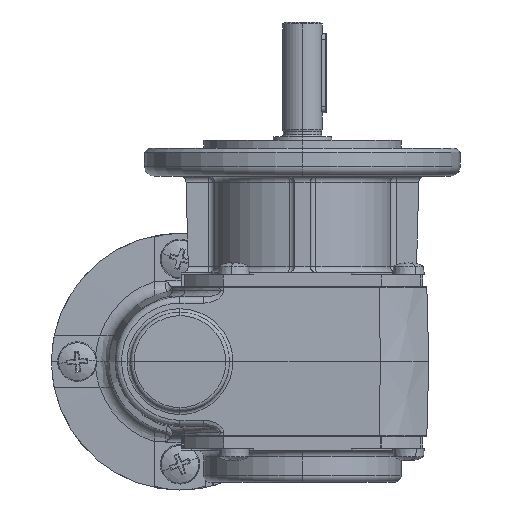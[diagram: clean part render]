
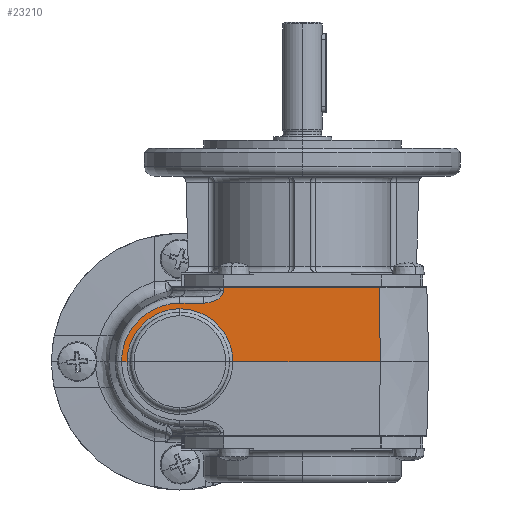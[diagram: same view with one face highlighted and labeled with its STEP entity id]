
A CAD part, left-side view. The second image highlights one B-rep face of the part: STEP entity #23210.
In plain terms, the highlighted planar face has unit normal (-1, 0, 0.026).
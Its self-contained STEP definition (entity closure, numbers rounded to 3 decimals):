
#3153 = AXIS2_PLACEMENT_3D ( 'NONE', #20702, #20707, #20708 ) ;
#4992 = CARTESIAN_POINT ( 'NONE',  ( -32.112, 0., 14.824 ) ) ;
#4993 = CARTESIAN_POINT ( 'NONE',  ( -32.5, 14.771, 0. ) ) ;
#4994 = CARTESIAN_POINT ( 'NONE',  ( -32.112, -5.86, 14.824 ) ) ;
#4995 = CARTESIAN_POINT ( 'NONE',  ( -32.03, -11.026, 17.957 ) ) ;
#5009 = CARTESIAN_POINT ( 'NONE',  ( -32.008, -50.553, 18.805 ) ) ;
#5011 = CARTESIAN_POINT ( 'NONE',  ( -32.008, -10.992, 18.805 ) ) ;
#5012 = CARTESIAN_POINT ( 'NONE',  ( -32.5, -50.691, 0. ) ) ;
#5976 = VERTEX_POINT ( 'NONE', #6694 ) ;
#5977 = VERTEX_POINT ( 'NONE', #6699 ) ;
#5980 = VERTEX_POINT ( 'NONE', #6696 ) ;
#6694 = CARTESIAN_POINT ( 'NONE',  ( -32.5, 13.4, 0. ) ) ;
#6696 = CARTESIAN_POINT ( 'NONE',  ( -32.5, -13.4, 0. ) ) ;
#6699 = CARTESIAN_POINT ( 'NONE',  ( -32.15, 0., 13.376 ) ) ;
#8207 = EDGE_CURVE ( 'NONE', #24287, #24290, #29705, .T. ) ;
#8208 = EDGE_CURVE ( 'NONE', #24289, #24273, #29708, .T. ) ;
#8234 = EDGE_CURVE ( 'NONE', #5980, #24290, #13630, .T. ) ;
#8251 = EDGE_CURVE ( 'NONE', #24271, #5976, #13647, .T. ) ;
#8252 = EDGE_CURVE ( 'NONE', #24287, #24289, #13645, .T. ) ;
#8284 = EDGE_CURVE ( 'NONE', #5977, #5980, #31589, .T. ) ;
#8320 = EDGE_CURVE ( 'NONE', #24270, #24271, #31611, .T. ) ;
#8326 = EDGE_CURVE ( 'NONE', #24273, #24272, #31615, .T. ) ;
#8336 = EDGE_CURVE ( 'NONE', #24272, #24270, #13704, .T. ) ;
#8789 = ORIENTED_EDGE ( 'NONE', *, *, #8234, .T. ) ;
#8790 = ORIENTED_EDGE ( 'NONE', *, *, #8284, .T. ) ;
#8791 = ORIENTED_EDGE ( 'NONE', *, *, #22996, .T. ) ;
#8792 = ORIENTED_EDGE ( 'NONE', *, *, #8251, .T. ) ;
#8794 = ORIENTED_EDGE ( 'NONE', *, *, #8320, .T. ) ;
#8796 = ORIENTED_EDGE ( 'NONE', *, *, #8336, .T. ) ;
#8798 = ORIENTED_EDGE ( 'NONE', *, *, #8326, .T. ) ;
#8800 = ORIENTED_EDGE ( 'NONE', *, *, #8208, .T. ) ;
#8802 = ORIENTED_EDGE ( 'NONE', *, *, #8252, .T. ) ;
#8803 = ORIENTED_EDGE ( 'NONE', *, *, #8207, .F. ) ;
#10028 = CARTESIAN_POINT ( 'NONE',  ( -32.112, 0., 14.824 ) ) ;
#10030 = CARTESIAN_POINT ( 'NONE',  ( -32.112, 8.677, 14.824 ) ) ;
#10035 = CARTESIAN_POINT ( 'NONE',  ( -32.273, 14.802, 8.677 ) ) ;
#10036 = CARTESIAN_POINT ( 'NONE',  ( -32.5, 14.771, 0. ) ) ;
#10060 = CARTESIAN_POINT ( 'NONE',  ( -32.033, -11.032, 17.816 ) ) ;
#10061 = CARTESIAN_POINT ( 'NONE',  ( -32.03, -11.026, 17.957 ) ) ;
#10087 = CARTESIAN_POINT ( 'NONE',  ( -32.037, -11.021, 17.678 ) ) ;
#10088 = CARTESIAN_POINT ( 'NONE',  ( -32.044, -10.967, 17.407 ) ) ;
#10089 = CARTESIAN_POINT ( 'NONE',  ( -32.048, -10.923, 17.272 ) ) ;
#10090 = CARTESIAN_POINT ( 'NONE',  ( -32.058, -10.756, 16.891 ) ) ;
#10091 = CARTESIAN_POINT ( 'NONE',  ( -32.064, -10.592, 16.66 ) ) ;
#10092 = CARTESIAN_POINT ( 'NONE',  ( -32.074, -10.218, 16.255 ) ) ;
#10093 = CARTESIAN_POINT ( 'NONE',  ( -32.079, -10.002, 16.075 ) ) ;
#10094 = CARTESIAN_POINT ( 'NONE',  ( -32.087, -9.546, 15.762 ) ) ;
#10095 = CARTESIAN_POINT ( 'NONE',  ( -32.091, -9.307, 15.628 ) ) ;
#10096 = CARTESIAN_POINT ( 'NONE',  ( -32.097, -8.809, 15.391 ) ) ;
#10097 = CARTESIAN_POINT ( 'NONE',  ( -32.1, -8.55, 15.289 ) ) ;
#10098 = CARTESIAN_POINT ( 'NONE',  ( -32.104, -8.026, 15.118 ) ) ;
#10099 = CARTESIAN_POINT ( 'NONE',  ( -32.106, -7.761, 15.048 ) ) ;
#10100 = CARTESIAN_POINT ( 'NONE',  ( -32.11, -6.959, 14.88 ) ) ;
#10101 = CARTESIAN_POINT ( 'NONE',  ( -32.112, -6.414, 14.824 ) ) ;
#10102 = CARTESIAN_POINT ( 'NONE',  ( -32.112, -5.86, 14.824 ) ) ;
#10143 = CARTESIAN_POINT ( 'NONE',  ( -32.112, 0., 14.824 ) ) ;
#13630 = LINE ( 'NONE', #30206, #13640 ) ;
#13640 = VECTOR ( 'NONE', #30209, 1000. ) ;
#13645 = LINE ( 'NONE', #28338, #13652 ) ;
#13647 = LINE ( 'NONE', #28312, #13650 ) ;
#13650 = VECTOR ( 'NONE', #28316, 1000. ) ;
#13652 = VECTOR ( 'NONE', #28339, 1000. ) ;
#13704 = LINE ( 'NONE', #10143, #13708 ) ;
#13708 = VECTOR ( 'NONE', #22616, 1000. ) ;
#16459 = FACE_OUTER_BOUND ( 'NONE', #21966, .T. ) ;
#20702 = CARTESIAN_POINT ( 'NONE',  ( -32.5, -11.309, 0. ) ) ;
#20704 = PLANE ( 'NONE',  #3153 ) ;
#20707 = DIRECTION ( 'NONE',  ( -1., 0., 0.026 ) ) ;
#20708 = DIRECTION ( 'NONE',  ( 0.026, 0., 1. ) ) ;
#21966 = EDGE_LOOP ( 'NONE', ( #8803, #8802, #8800, #8798, #8796, #8794, #8792, #8791, #8790, #8789 ) ) ;
#22616 = DIRECTION ( 'NONE',  ( 0., 1., 0. ) ) ;
#22996 = EDGE_CURVE ( 'NONE', #5976, #5977, #31825, .T. ) ;
#23210 = ADVANCED_FACE ( 'NONE', ( #16459 ), #20704, .T. ) ;
#24270 = VERTEX_POINT ( 'NONE', #4992 ) ;
#24271 = VERTEX_POINT ( 'NONE', #4993 ) ;
#24272 = VERTEX_POINT ( 'NONE', #4994 ) ;
#24273 = VERTEX_POINT ( 'NONE', #4995 ) ;
#24287 = VERTEX_POINT ( 'NONE', #5009 ) ;
#24289 = VERTEX_POINT ( 'NONE', #5011 ) ;
#24290 = VERTEX_POINT ( 'NONE', #5012 ) ;
#28312 = CARTESIAN_POINT ( 'NONE',  ( -32.5, -11.309, 0. ) ) ;
#28316 = DIRECTION ( 'NONE',  ( 0., -1., 0. ) ) ;
#28338 = CARTESIAN_POINT ( 'NONE',  ( -32.008, -10.985, 18.805 ) ) ;
#28339 = DIRECTION ( 'NONE',  ( 0., 1., 0. ) ) ;
#28483 = CARTESIAN_POINT ( 'NONE',  ( -32.15, 0., 13.376 ) ) ;
#28484 = CARTESIAN_POINT ( 'NONE',  ( -32.15, -7.839, 13.376 ) ) ;
#28489 = CARTESIAN_POINT ( 'NONE',  ( -32.295, -13.386, 7.839 ) ) ;
#28490 = CARTESIAN_POINT ( 'NONE',  ( -32.5, -13.4, 0. ) ) ;
#29705 = B_SPLINE_CURVE_WITH_KNOTS ( 'NONE', 3,
 ( #29837, #29874, #29898, #29900 ),
 .UNSPECIFIED., .F., .F.,
 ( 4, 4 ),
 ( 0., 0.019 ),
 .UNSPECIFIED. ) ;
#29708 =( BOUNDED_CURVE ( )  B_SPLINE_CURVE ( 3, ( #29892, #29896, #29907, #29909 ),
 .UNSPECIFIED., .F., .T. ) 
 B_SPLINE_CURVE_WITH_KNOTS ( ( 4, 4 ),
 ( 5.701, 5.702 ),
 .UNSPECIFIED. ) 
 CURVE ( )  GEOMETRIC_REPRESENTATION_ITEM ( )  RATIONAL_B_SPLINE_CURVE ( ( 1., 1., 1., 1. ) ) 
 REPRESENTATION_ITEM ( '' )  );
#29837 = CARTESIAN_POINT ( 'NONE',  ( -32.008, -50.553, 18.805 ) ) ;
#29874 = CARTESIAN_POINT ( 'NONE',  ( -32.172, -50.6, 12.537 ) ) ;
#29892 = CARTESIAN_POINT ( 'NONE',  ( -32.008, -10.992, 18.805 ) ) ;
#29896 = CARTESIAN_POINT ( 'NONE',  ( -32.015, -11.004, 18.522 ) ) ;
#29898 = CARTESIAN_POINT ( 'NONE',  ( -32.336, -50.646, 6.268 ) ) ;
#29900 = CARTESIAN_POINT ( 'NONE',  ( -32.5, -50.691, 0. ) ) ;
#29907 = CARTESIAN_POINT ( 'NONE',  ( -32.022, -11.015, 18.239 ) ) ;
#29909 = CARTESIAN_POINT ( 'NONE',  ( -32.03, -11.026, 17.957 ) ) ;
#30206 = CARTESIAN_POINT ( 'NONE',  ( -32.5, -11.309, 0. ) ) ;
#30209 = DIRECTION ( 'NONE',  ( 0., -1., 0. ) ) ;
#30885 = CARTESIAN_POINT ( 'NONE',  ( -32.5, 13.4, 0. ) ) ;
#30902 = CARTESIAN_POINT ( 'NONE',  ( -32.295, 13.386, 7.839 ) ) ;
#30908 = CARTESIAN_POINT ( 'NONE',  ( -32.15, 7.839, 13.376 ) ) ;
#30909 = CARTESIAN_POINT ( 'NONE',  ( -32.15, 0., 13.376 ) ) ;
#31589 =( BOUNDED_CURVE ( )  B_SPLINE_CURVE ( 3, ( #28483, #28484, #28489, #28490 ),
 .UNSPECIFIED., .F., .T. ) 
 B_SPLINE_CURVE_WITH_KNOTS ( ( 4, 4 ),
 ( 0., 1.569 ),
 .UNSPECIFIED. ) 
 CURVE ( )  GEOMETRIC_REPRESENTATION_ITEM ( )  RATIONAL_B_SPLINE_CURVE ( ( 1., 0.805, 0.805, 1. ) ) 
 REPRESENTATION_ITEM ( '' )  );
#31611 =( BOUNDED_CURVE ( )  B_SPLINE_CURVE ( 3, ( #10028, #10030, #10035, #10036 ),
 .UNSPECIFIED., .F., .T. ) 
 B_SPLINE_CURVE_WITH_KNOTS ( ( 4, 4 ),
 ( 0., 1.574 ),
 .UNSPECIFIED. ) 
 CURVE ( )  GEOMETRIC_REPRESENTATION_ITEM ( )  RATIONAL_B_SPLINE_CURVE ( ( 1., 0.804, 0.804, 1. ) ) 
 REPRESENTATION_ITEM ( '' )  );
#31615 = B_SPLINE_CURVE_WITH_KNOTS ( 'NONE', 3,
 ( #10061, #10060, #10087, #10088, #10089, #10090, #10091, #10092, #10093, #10094, #10095, #10096, #10097, #10098, #10099, #10100, #10101, #10102 ),
 .UNSPECIFIED., .F., .F.,
 ( 4, 2, 2, 2, 2, 2, 2, 2, 4 ),
 ( 0., 0., 0.001, 0.002, 0.002, 0.003, 0.004, 0.005, 0.007 ),
 .UNSPECIFIED. ) ;
#31825 =( BOUNDED_CURVE ( )  B_SPLINE_CURVE ( 3, ( #30885, #30902, #30908, #30909 ),
 .UNSPECIFIED., .F., .F. ) 
 B_SPLINE_CURVE_WITH_KNOTS ( ( 4, 4 ),
 ( 4.714, 6.283 ),
 .UNSPECIFIED. ) 
 CURVE ( )  GEOMETRIC_REPRESENTATION_ITEM ( )  RATIONAL_B_SPLINE_CURVE ( ( 1., 0.805, 0.805, 1. ) ) 
 REPRESENTATION_ITEM ( '' )  );
